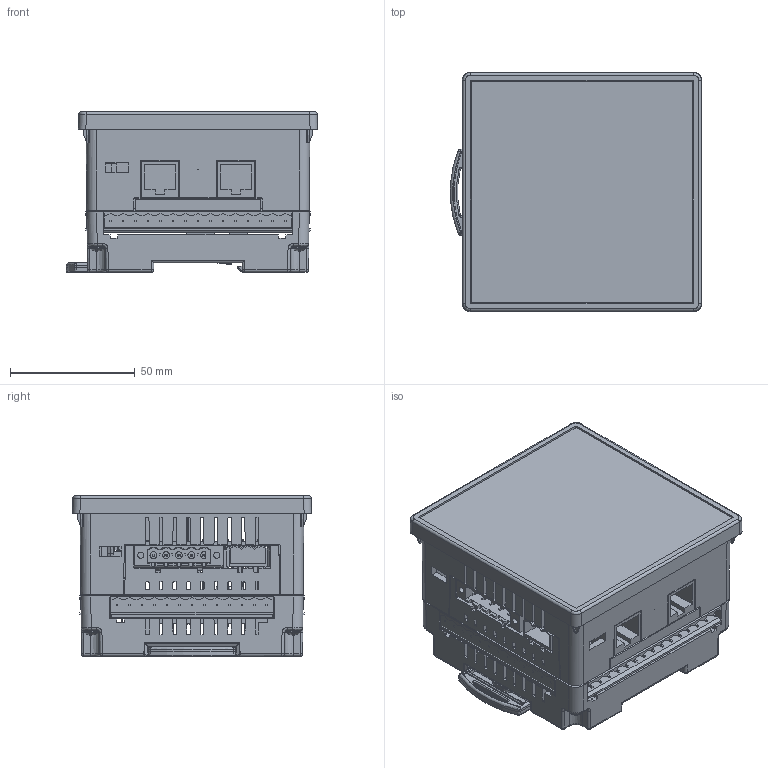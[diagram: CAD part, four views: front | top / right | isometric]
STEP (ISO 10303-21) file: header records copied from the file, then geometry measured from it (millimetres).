
FILE_DESCRIPTION((''),'2;1');
FILE_NAME('XLE_GENERAL_ASSEMBLY.stp','2006-08-10T14:34:05',('RKEELER'),(''),'Autodesk Inventor 10','Autodesk Inventor 10','');
FILE_SCHEMA(('AUTOMOTIVE_DESIGN { 1 0 10303 214 1 1 1 1 }'));
Length unit declared in the file: inch
Products named in the file (36): XLE_GENERAL_ASSEMBLY; XLE_Front_R3; XLE_3_Pin_Blank_R3; XLE_13_PIN_Blank_R3; XLE_Back_R3; XLE_DIN_Rail_Clip_R3; XLE_Power_Blank_R3; XLE_RJ45_Blank_R3; XLE_Transflash_Blank_R3; XLE_Window_R3; XLE_MEMBRANE_TAIL; XLE_SCR; XLE_CPU_HEAPG; CON00981; CON00578; CON00416; CON00152; TSW-Stacker-3XDbl-RA; TSW-.025sq-.09X.23-RA-OUTSIDE; TSW-.025sq-.09X.23-RA-INSIDE; 5008730801; 5008730801_1; 5008730801_1A; BATTERY_HOLDER; BATTERY; CON01013; SAM_STACKER_D-12; .025_SQ_PINS-1.19; XLE_IO_4_HEAPG; XLE_IO_BASIC; CON00975; CON00973; CON01000; CON00971
Assembly tree (44 placements, depth 4):
  XLE_GENERAL_ASSEMBLY
    XLE_Front_R3
    XLE_3_Pin_Blank_R3
    XLE_13_PIN_Blank_R3
    XLE_Back_R3
    XLE_DIN_Rail_Clip_R3
    XLE_Power_Blank_R3
    XLE_RJ45_Blank_R3
    XLE_Transflash_Blank_R3
    XLE_Window_R3
    XLE_MEMBRANE_TAIL
    XLE_SCR  x4
    XLE_CPU_HEAPG
      XLE_CPU_HEAPG
      CON00981  x2
      CON00578
      CON00416
        CON00416
      CON00152
        TSW-Stacker-3XDbl-RA
        TSW-.025sq-.09X.23-RA-OUTSIDE  x3
        TSW-.025sq-.09X.23-RA-INSIDE  x3
      5008730801
        5008730801_1
        5008730801_1A
      BATTERY_HOLDER
      BATTERY
      CON01013
        SAM_STACKER_D-12  x2
        .025_SQ_PINS-1.19
    XLE_IO_4_HEAPG
      XLE_IO_BASIC
      CON00975
      CON00973
      CON01000
      CON00971
Bounding box: 100.8 x 96 x 64.5 mm (x, y, z)
Volume: 148991.3 mm3; surface area: 163790.6 mm2
Topology: 60 solids, 61 shells, 4889 faces, 12002 edges, 7401 vertices
Faces by surface type: plane 3644, cylinder 782, bspline 188, cone 184, sphere 54, torus 37
Full cylindrical faces by diameter (mm): 0.434 x1, 0.635 x46, 0.9 x16, 1.27 x3, 1.4 x5, 1.8 x2, 2.3 x4, 2.388 x4, 2.4 x2, 2.5 x6, 2.8 x4, 2.845 x8, 3.5 x4, 5.563 x4, 21.336 x1, 24.384 x1
Entity records: 130965 total; most frequent: CARTESIAN_POINT 29457, ORIENTED_EDGE 21264, DIRECTION 19704, EDGE_CURVE 10632, VECTOR 8196, LINE 8196, VERTEX_POINT 6709, AXIS2_PLACEMENT_3D 5754
